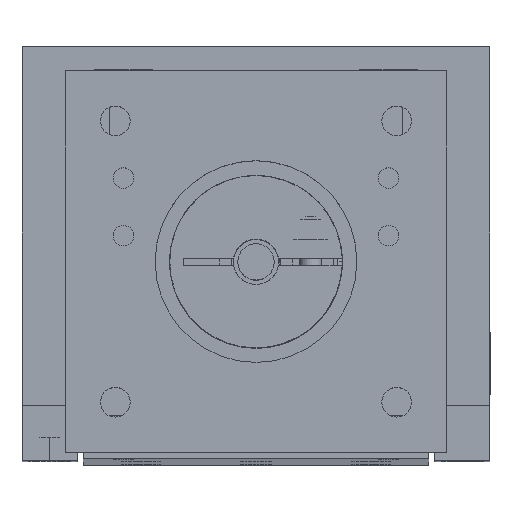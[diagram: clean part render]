
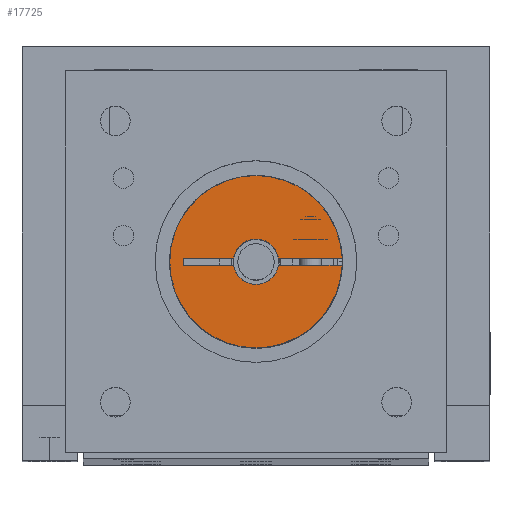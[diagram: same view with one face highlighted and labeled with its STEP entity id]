
A CAD part, top view. The second image highlights one B-rep face of the part: STEP entity #17725.
In plain terms, the highlighted planar face has unit normal (0, 0, 1).
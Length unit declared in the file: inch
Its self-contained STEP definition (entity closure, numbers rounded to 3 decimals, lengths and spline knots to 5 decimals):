
#687 = DIRECTION ( 'NONE',  ( 0., -1., 0. ) ) ;
#1001 = VECTOR ( 'NONE', #7791, 39.37008 ) ;
#1110 = VERTEX_POINT ( 'NONE', #16845 ) ;
#1472 = VERTEX_POINT ( 'NONE', #6862 ) ;
#1574 = VERTEX_POINT ( 'NONE', #4706 ) ;
#2161 = CARTESIAN_POINT ( 'NONE',  ( -0.73635, 0.5764, 11.62966 ) ) ;
#3249 = VERTEX_POINT ( 'NONE', #42455 ) ;
#3601 = VERTEX_POINT ( 'NONE', #44687 ) ;
#3695 = CARTESIAN_POINT ( 'NONE',  ( -0.73635, 0.5764, 11.62966 ) ) ;
#4706 = CARTESIAN_POINT ( 'NONE',  ( -0.36266, 0.59215, 11.62966 ) ) ;
#5827 = DIRECTION ( 'NONE',  ( -1., 0., 0. ) ) ;
#6053 = ORIENTED_EDGE ( 'NONE', *, *, #31266, .T. ) ;
#6263 = CARTESIAN_POINT ( 'NONE',  ( 0.05105, 0.59215, 11.62966 ) ) ;
#6862 = CARTESIAN_POINT ( 'NONE',  ( -1.05131, 0.56065, 11.62966 ) ) ;
#6891 = FACE_OUTER_BOUND ( 'NONE', #27755, .T. ) ;
#7321 = ORIENTED_EDGE ( 'NONE', *, *, #29296, .T. ) ;
#7358 = DIRECTION ( 'NONE',  ( 0., -1., 0. ) ) ;
#7662 = CARTESIAN_POINT ( 'NONE',  ( -0.83351, 0.59215, 11.62966 ) ) ;
#7791 = DIRECTION ( 'NONE',  ( 0., 1., 0. ) ) ;
#8177 = VECTOR ( 'NONE', #20804, 39.37008 ) ;
#8702 = VERTEX_POINT ( 'NONE', #7662 ) ;
#8763 = DIRECTION ( 'NONE',  ( -1., 0., 0. ) ) ;
#9888 = DIRECTION ( 'NONE',  ( 1., 0., 0. ) ) ;
#10318 = VECTOR ( 'NONE', #8763, 39.37008 ) ;
#11544 = DIRECTION ( 'NONE',  ( 0., 0., 1. ) ) ;
#12541 = CIRCLE ( 'NONE', #43060, 0.09843 ) ;
#12882 = CIRCLE ( 'NONE', #42277, 0.37402 ) ;
#14022 = CARTESIAN_POINT ( 'NONE',  ( -0.36266, 0.56065, 11.62966 ) ) ;
#15233 = DIRECTION ( 'NONE',  ( 0., 0., -1. ) ) ;
#15382 = CARTESIAN_POINT ( 'NONE',  ( -0.83351, 0.56065, 11.62966 ) ) ;
#15427 = CIRCLE ( 'NONE', #26104, 0.09843 ) ;
#16395 = ORIENTED_EDGE ( 'NONE', *, *, #32689, .T. ) ;
#16801 = ORIENTED_EDGE ( 'NONE', *, *, #30343, .T. ) ;
#16837 = CARTESIAN_POINT ( 'NONE',  ( -0.73635, 0.5764, 11.62966 ) ) ;
#16845 = CARTESIAN_POINT ( 'NONE',  ( -0.73635, 0.20239, 11.62966 ) ) ;
#17725 = ADVANCED_FACE ( 'NONE', ( #6891 ), #29408, .T. ) ;
#18090 = AXIS2_PLACEMENT_3D ( 'NONE', #33119, #11544, #36724 ) ;
#18257 = VERTEX_POINT ( 'NONE', #41598 ) ;
#18712 = CARTESIAN_POINT ( 'NONE',  ( -1.05131, 0.59215, 11.62966 ) ) ;
#19451 = LINE ( 'NONE', #6263, #45785 ) ;
#20446 = DIRECTION ( 'NONE',  ( -1., 0., 0. ) ) ;
#20620 = CARTESIAN_POINT ( 'NONE',  ( -0.73635, 0.5764, 11.62966 ) ) ;
#20734 = VERTEX_POINT ( 'NONE', #15382 ) ;
#20804 = DIRECTION ( 'NONE',  ( 1., 0., 0. ) ) ;
#20943 = EDGE_CURVE ( 'NONE', #1574, #3249, #22602, .T. ) ;
#21112 = LINE ( 'NONE', #33974, #10318 ) ;
#22153 = CARTESIAN_POINT ( 'NONE',  ( 0.05105, 0.56065, 11.62966 ) ) ;
#22405 = DIRECTION ( 'NONE',  ( 0., 0., -1. ) ) ;
#22602 = CIRCLE ( 'NONE', #31486, 0.37402 ) ;
#23719 = ORIENTED_EDGE ( 'NONE', *, *, #32083, .T. ) ;
#24030 = CIRCLE ( 'NONE', #36406, 0.37402 ) ;
#24277 = DIRECTION ( 'NONE',  ( -1., 0., 0. ) ) ;
#24319 = ORIENTED_EDGE ( 'NONE', *, *, #26488, .T. ) ;
#25754 = DIRECTION ( 'NONE',  ( -1., 0., 0. ) ) ;
#25860 = ORIENTED_EDGE ( 'NONE', *, *, #30596, .T. ) ;
#25948 = VERTEX_POINT ( 'NONE', #37239 ) ;
#26019 = VECTOR ( 'NONE', #25754, 39.37008 ) ;
#26104 = AXIS2_PLACEMENT_3D ( 'NONE', #36761, #15233, #40338 ) ;
#26488 = EDGE_CURVE ( 'NONE', #1472, #43278, #29928, .T. ) ;
#27386 = LINE ( 'NONE', #45864, #8177 ) ;
#27487 = DIRECTION ( 'NONE',  ( 0., 0., 1. ) ) ;
#27755 = EDGE_LOOP ( 'NONE', ( #16801, #25860, #6053, #41540, #31501, #30970, #29337, #7321, #23719, #16395, #24319 ) ) ;
#28988 = DIRECTION ( 'NONE',  ( 0., 0., -1. ) ) ;
#29296 = EDGE_CURVE ( 'NONE', #3601, #18257, #41527, .T. ) ;
#29337 = ORIENTED_EDGE ( 'NONE', *, *, #31665, .T. ) ;
#29408 = PLANE ( 'NONE',  #18090 ) ;
#29752 = CARTESIAN_POINT ( 'NONE',  ( -1.05131, 0.5764, 11.62966 ) ) ;
#29928 = LINE ( 'NONE', #29752, #1001 ) ;
#30343 = EDGE_CURVE ( 'NONE', #43278, #8702, #19451, .T. ) ;
#30596 = EDGE_CURVE ( 'NONE', #8702, #25948, #12541, .T. ) ;
#30970 = ORIENTED_EDGE ( 'NONE', *, *, #37740, .T. ) ;
#31266 = EDGE_CURVE ( 'NONE', #25948, #1574, #27386, .T. ) ;
#31486 = AXIS2_PLACEMENT_3D ( 'NONE', #2161, #27487, #5827 ) ;
#31501 = ORIENTED_EDGE ( 'NONE', *, *, #39617, .T. ) ;
#31665 = EDGE_CURVE ( 'NONE', #34428, #3601, #21112, .T. ) ;
#32083 = EDGE_CURVE ( 'NONE', #18257, #20734, #15427, .T. ) ;
#32689 = EDGE_CURVE ( 'NONE', #20734, #1472, #36663, .T. ) ;
#33119 = CARTESIAN_POINT ( 'NONE',  ( -0.73635, 0.5764, 11.62966 ) ) ;
#33974 = CARTESIAN_POINT ( 'NONE',  ( 0.05105, 0.56065, 11.62966 ) ) ;
#34428 = VERTEX_POINT ( 'NONE', #14022 ) ;
#36406 = AXIS2_PLACEMENT_3D ( 'NONE', #16837, #41916, #20446 ) ;
#36663 = LINE ( 'NONE', #22153, #26019 ) ;
#36724 = DIRECTION ( 'NONE',  ( 0., -1., 0. ) ) ;
#36761 = CARTESIAN_POINT ( 'NONE',  ( -0.73635, 0.5764, 11.62966 ) ) ;
#37239 = CARTESIAN_POINT ( 'NONE',  ( -0.63919, 0.59215, 11.62966 ) ) ;
#37740 = EDGE_CURVE ( 'NONE', #1110, #34428, #12882, .T. ) ;
#39617 = EDGE_CURVE ( 'NONE', #3249, #1110, #24030, .T. ) ;
#40338 = DIRECTION ( 'NONE',  ( 0., -1., 0. ) ) ;
#41527 = CIRCLE ( 'NONE', #42114, 0.09843 ) ;
#41540 = ORIENTED_EDGE ( 'NONE', *, *, #20943, .T. ) ;
#41598 = CARTESIAN_POINT ( 'NONE',  ( -0.73635, 0.47798, 11.62966 ) ) ;
#41916 = DIRECTION ( 'NONE',  ( 0., 0., 1. ) ) ;
#42114 = AXIS2_PLACEMENT_3D ( 'NONE', #3695, #28988, #7358 ) ;
#42277 = AXIS2_PLACEMENT_3D ( 'NONE', #20620, #45673, #24277 ) ;
#42455 = CARTESIAN_POINT ( 'NONE',  ( -0.73635, 0.95042, 11.62966 ) ) ;
#43060 = AXIS2_PLACEMENT_3D ( 'NONE', #43835, #22405, #687 ) ;
#43278 = VERTEX_POINT ( 'NONE', #18712 ) ;
#43835 = CARTESIAN_POINT ( 'NONE',  ( -0.73635, 0.5764, 11.62966 ) ) ;
#44687 = CARTESIAN_POINT ( 'NONE',  ( -0.63919, 0.56065, 11.62966 ) ) ;
#45673 = DIRECTION ( 'NONE',  ( 0., 0., 1. ) ) ;
#45785 = VECTOR ( 'NONE', #9888, 39.37008 ) ;
#45864 = CARTESIAN_POINT ( 'NONE',  ( 0.05105, 0.59215, 11.62966 ) ) ;
